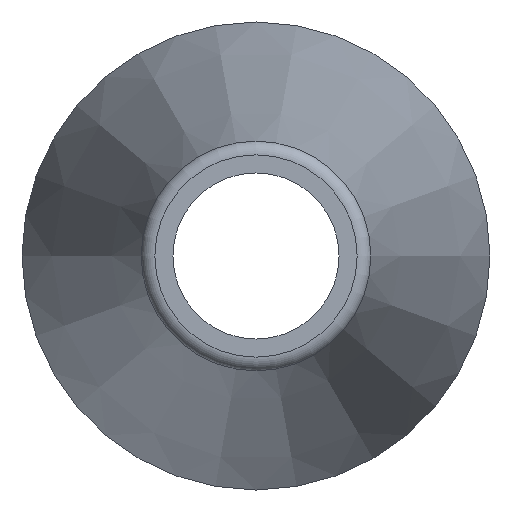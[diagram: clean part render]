
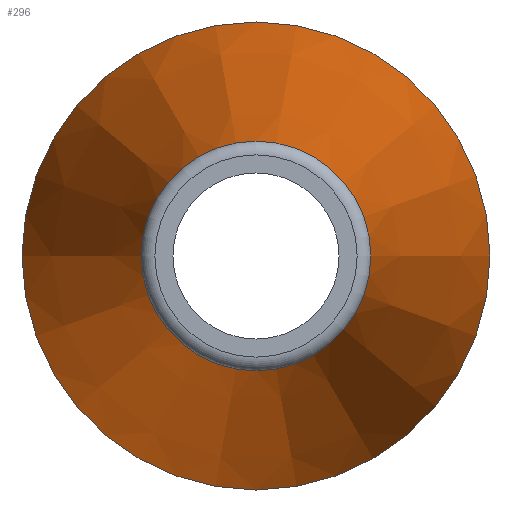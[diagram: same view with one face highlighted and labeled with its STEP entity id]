
A CAD part, left-side view. The second image highlights one B-rep face of the part: STEP entity #296.
In plain terms, the highlighted conical face has half-angle 13 degrees and reference radius 0.94 mm.
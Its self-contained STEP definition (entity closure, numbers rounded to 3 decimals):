
#184=CARTESIAN_POINT('',(2.861,1.27,0.0));
#185=VERTEX_POINT('',#184);
#186=CARTESIAN_POINT('',(2.861,0.,0.0));
#187=DIRECTION('',(1.0,0.0,0.0));
#188=DIRECTION('',(0.0,1.0,0.0));
#189=AXIS2_PLACEMENT_3D('',#186,#187,#188);
#190=CIRCLE('',#189,1.27);
#191=EDGE_CURVE('',#185,#185,#190,.T.);
#273=CARTESIAN_POINT('',(0.059,0.623,0.));
#274=VERTEX_POINT('',#273);
#275=CARTESIAN_POINT('',(0.059,0.,0.));
#276=DIRECTION('',(-1.0,0.0,0.0));
#277=DIRECTION('',(0.0,-1.0,0.0));
#278=AXIS2_PLACEMENT_3D('',#275,#276,#277);
#279=CIRCLE('',#278,0.623);
#280=EDGE_CURVE('',#274,#274,#279,.T.);
#285=CARTESIAN_POINT('',(1.43,0.,0.0));
#286=DIRECTION('',(1.0,0.,0.0));
#287=DIRECTION('',(0.0,1.0,0.0));
#288=AXIS2_PLACEMENT_3D('',#285,#286,#287);
#289=CONICAL_SURFACE('',#288,0.94,13.);
#290=ORIENTED_EDGE('',*,*,#191,.F.);
#291=EDGE_LOOP('',(#290));
#292=FACE_OUTER_BOUND('',#291,.T.);
#293=ORIENTED_EDGE('',*,*,#280,.F.);
#294=EDGE_LOOP('',(#293));
#295=FACE_BOUND('',#294,.T.);
#296=ADVANCED_FACE('',(#292,#295),#289,.T.);
